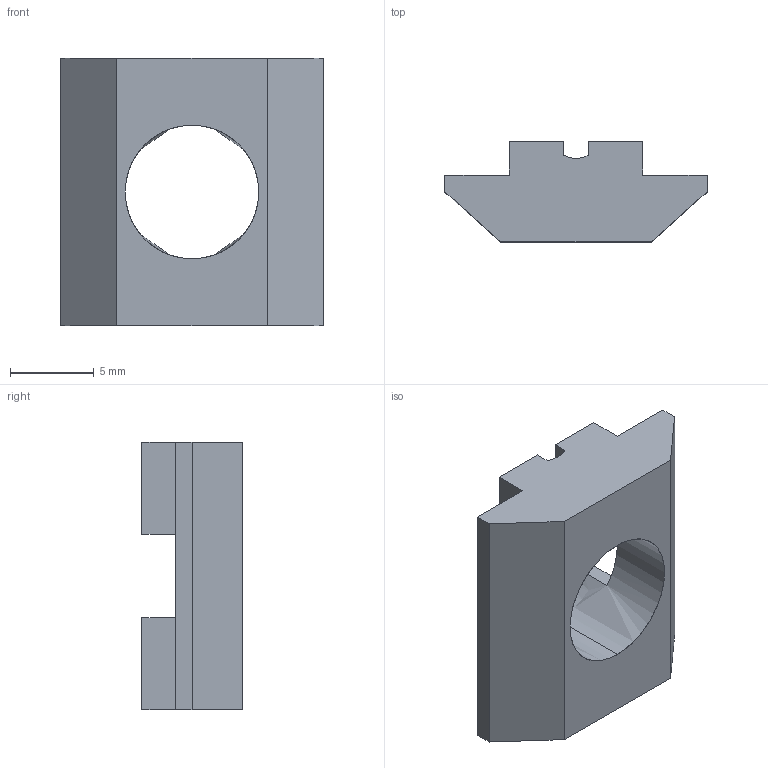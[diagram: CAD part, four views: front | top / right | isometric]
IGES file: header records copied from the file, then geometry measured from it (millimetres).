
Start section: SolidWorks IGES file using analytic representation for surfaces
Global section: file name: PP30-M8.IGS; native system: SolidWorks 2007; preprocessor: SolidWorks 2007; author: jean; date: 170217.080724; units: millimetre
Bounding box: 15.7 x 6 x 16 mm (x, y, z)
Surface area: 796.2 mm2 (no closed solid volume)
Topology: 0 solids, 0 shells, 29 faces, 238 edges, 238 vertices
Faces by surface type: bspline 25, revolution 4
